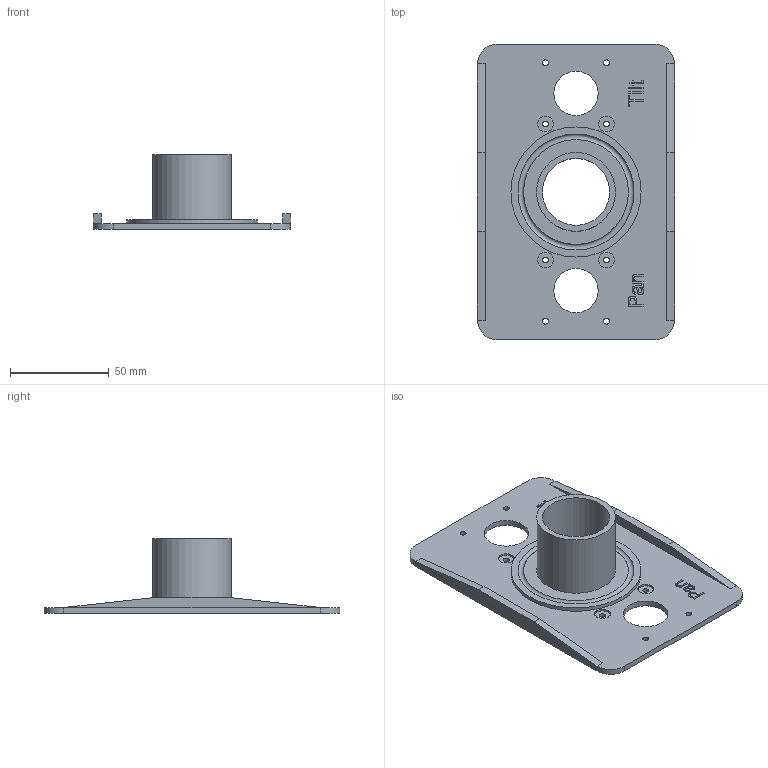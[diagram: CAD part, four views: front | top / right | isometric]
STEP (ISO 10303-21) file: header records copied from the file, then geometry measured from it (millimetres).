
FILE_DESCRIPTION(('FreeCAD Model'),'2;1');
FILE_NAME('base-plate.step','2020-03-27T14:24:19',('Author'),(''), 'Open CASCADE STEP processor 7.3','FreeCAD','Unknown');
FILE_SCHEMA(('AUTOMOTIVE_DESIGN { 1 0 10303 214 1 1 1 1 }'));
Length unit declared in the file: millimetre
Products named in the file (1): base-plate
Bounding box: 100 x 150 x 38 mm (x, y, z)
Volume: 58789.6 mm3; surface area: 39125.1 mm2
Topology: 1 solids, 1 shells, 164 faces, 427 edges, 282 vertices
Faces by surface type: plane 86, extrusion 56, cylinder 21, torus 1
Full cylindrical faces by diameter (mm): 3 x8, 8 x4, 22.5 x2, 34 x1, 40 x1, 66 x1
Entity records: 11838 total; most frequent: CARTESIAN_POINT 2324, DIRECTION 1370, VECTOR 1024, LINE 968, ORIENTED_EDGE 854, PCURVE 854, DEFINITIONAL_REPRESENTATION 854, EDGE_CURVE 427
